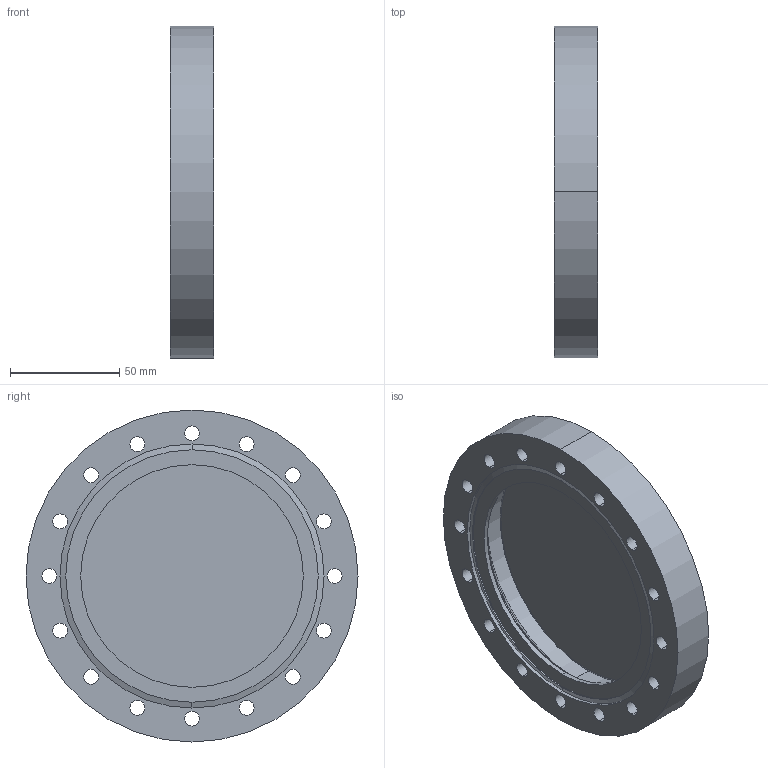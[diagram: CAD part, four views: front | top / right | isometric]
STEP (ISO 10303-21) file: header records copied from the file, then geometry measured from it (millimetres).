
FILE_DESCRIPTION (( 'STEP AP214' ), '1' );
FILE_NAME ('450006.STEP', '2024-01-18T16:32:47', ( '' ), ( '' ), 'SwSTEP 2.0', 'SolidWorks 2022', '' );
FILE_SCHEMA (( 'AUTOMOTIVE_DESIGN' ));
Length unit declared in the file: inch
Products named in the file (1): 450006
Bounding box: 19.81 x 151.64 x 151.64 mm (x, y, z)
Volume: 177866.2 mm3; surface area: 62554.2 mm2
Topology: 2 solids, 2 shells, 60 faces, 150 edges, 96 vertices
Faces by surface type: cylinder 44, cone 6, plane 6, torus 4
Entity records: 2373 total; most frequent: DIRECTION 372, CARTESIAN_POINT 307, ORIENTED_EDGE 300, AXIS2_PLACEMENT_3D 161, EDGE_CURVE 150, CIRCLE 100, VERTEX_POINT 96, EDGE_LOOP 96
